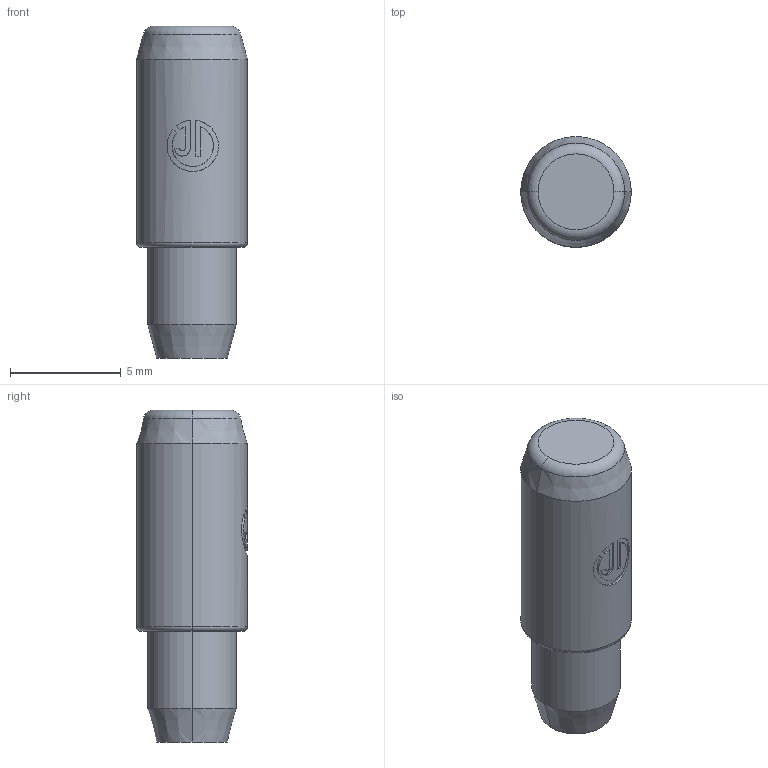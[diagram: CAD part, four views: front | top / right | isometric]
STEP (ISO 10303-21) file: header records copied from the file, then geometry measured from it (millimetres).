
FILE_DESCRIPTION (( 'STEP AP214' ), '1' );
FILE_NAME ('TS-D5-L15.step', '2021-09-14T03:08:19', ( 'User' ), ( 'china' ), 'SwSTEP 2.0', 'SolidWorks 2016', '' );
FILE_SCHEMA (( 'AUTOMOTIVE_DESIGN' ));
Length unit declared in the file: millimetre
Products named in the file (1): TS-D5-L15
Bounding box: 5 x 5 x 15 mm (x, y, z)
Volume: 250.5 mm3; surface area: 245.4 mm2
Topology: 1 solids, 1 shells, 35 faces, 82 edges, 52 vertices
Faces by surface type: cylinder 16, plane 11, torus 4, cone 4
Entity records: 1204 total; most frequent: CARTESIAN_POINT 396, ORIENTED_EDGE 164, DIRECTION 154, EDGE_CURVE 82, AXIS2_PLACEMENT_3D 60, VERTEX_POINT 52, EDGE_LOOP 38, FACE_OUTER_BOUND 35
